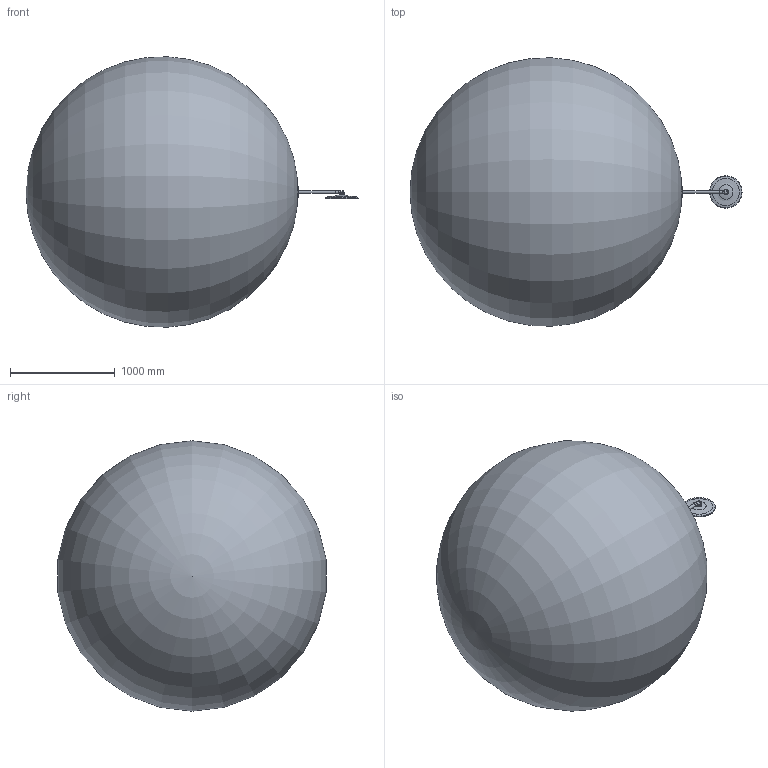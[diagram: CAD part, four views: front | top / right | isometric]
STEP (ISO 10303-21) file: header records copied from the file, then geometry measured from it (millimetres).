
FILE_DESCRIPTION(/* description */ ('Unknown'),/* implementation_level */ '2;1');
FILE_NAME(/* name */ '26475000',/* time_stamp */ '2022-09-08T16:03:29+02:00',/* author */ ('Unknown'),/* organization */ ('GROHE AG'),/* preprocessor_version */ 'ST-DEVELOPER v16.7',/* originating_system */ 'DEX',/* authorisation */ $);
FILE_SCHEMA (('AUTOMOTIVE_DESIGN {1 0 10303 214 3 1 1}'));
Length unit declared in the file: millimetre
Products named in the file (8): 26475000; g0182DEC7767ozti; 26475000_0; 26475000_1; 26475000_2; 26475000_3; 26475000_4
Assembly tree (7 placements, depth 2):
  26475000
    26475000
    g0182DEC7767ozti
    26475000_0
    26475000_1
    26475000_2
    26475000_3
    26475000_4
Bounding box: 3172.54 x 2564.55 x 2583.39 mm (x, y, z)
Volume: 9086165823.8 mm3; surface area: 21484120.5 mm2
Topology: 9 solids, 9 shells, 394 faces, 865 edges, 615 vertices
Faces by surface type: plane 191, cylinder 154, bspline 28, torus 14, cone 7
Full cylindrical faces by diameter (mm): 5 x112, 25.199 x1, 28 x1, 43.9 x1, 304 x1, 310 x1
Entity records: 21320 total; most frequent: CARTESIAN_POINT 11782, DIRECTION 1306, ORIENTED_EDGE 1172, FACE_BOUND 663, EDGE_LOOP 662, EDGE_CURVE 586, AXIS2_PLACEMENT_3D 581, VERTEX_POINT 479
